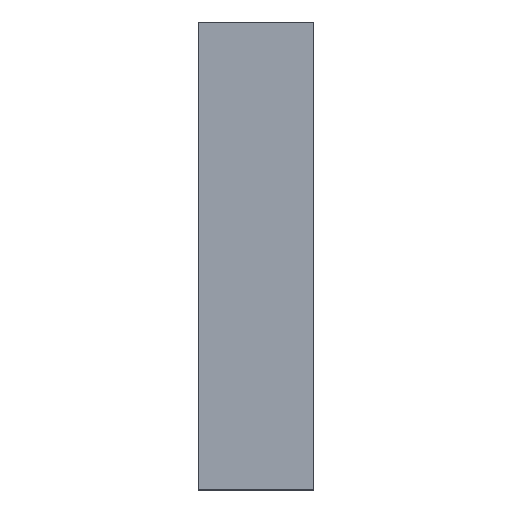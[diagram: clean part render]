
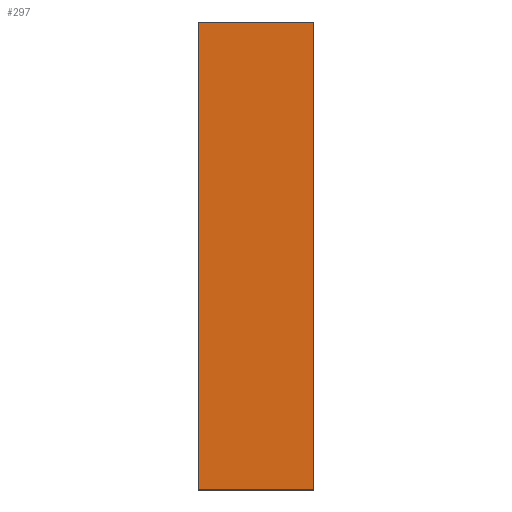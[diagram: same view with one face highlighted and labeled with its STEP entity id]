
A CAD part, top view. The second image highlights one B-rep face of the part: STEP entity #297.
In plain terms, the highlighted planar face has unit normal (0, 0, 1).
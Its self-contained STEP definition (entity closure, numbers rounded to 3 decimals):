
#7 = DIRECTION ( 'NONE',  ( 0., -1., 0. ) ) ;
#19 = VECTOR ( 'NONE', #242, 1000. ) ;
#28 = VERTEX_POINT ( 'NONE', #197 ) ;
#34 = ORIENTED_EDGE ( 'NONE', *, *, #229, .F. ) ;
#39 = DIRECTION ( 'NONE',  ( 0., -1., 0. ) ) ;
#43 = VERTEX_POINT ( 'NONE', #301 ) ;
#72 = CARTESIAN_POINT ( 'NONE',  ( -147.5, 597.5, 0. ) ) ;
#104 = VERTEX_POINT ( 'NONE', #72 ) ;
#116 = ORIENTED_EDGE ( 'NONE', *, *, #122, .F. ) ;
#122 = EDGE_CURVE ( 'NONE', #104, #28, #150, .T. ) ;
#131 = VECTOR ( 'NONE', #322, 1000. ) ;
#134 = CARTESIAN_POINT ( 'NONE',  ( -147.5, -597.5, 0. ) ) ;
#139 = LINE ( 'NONE', #275, #323 ) ;
#148 = ORIENTED_EDGE ( 'NONE', *, *, #319, .F. ) ;
#150 = LINE ( 'NONE', #310, #185 ) ;
#160 = VERTEX_POINT ( 'NONE', #228 ) ;
#162 = ORIENTED_EDGE ( 'NONE', *, *, #258, .F. ) ;
#164 = FACE_OUTER_BOUND ( 'NONE', #182, .T. ) ;
#182 = EDGE_LOOP ( 'NONE', ( #148, #116, #34, #162 ) ) ;
#185 = VECTOR ( 'NONE', #256, 1000. ) ;
#197 = CARTESIAN_POINT ( 'NONE',  ( 147.5, 597.5, 0. ) ) ;
#209 = CARTESIAN_POINT ( 'NONE',  ( -147.5, -597.5, 0. ) ) ;
#212 = AXIS2_PLACEMENT_3D ( 'NONE', #266, #236, #7 ) ;
#220 = PLANE ( 'NONE',  #212 ) ;
#228 = CARTESIAN_POINT ( 'NONE',  ( 147.5, -597.5, 0. ) ) ;
#229 = EDGE_CURVE ( 'NONE', #43, #104, #324, .T. ) ;
#236 = DIRECTION ( 'NONE',  ( 0., 0., -1. ) ) ;
#242 = DIRECTION ( 'NONE',  ( -1., 0., 0. ) ) ;
#256 = DIRECTION ( 'NONE',  ( 1., 0., 0. ) ) ;
#258 = EDGE_CURVE ( 'NONE', #160, #43, #291, .T. ) ;
#266 = CARTESIAN_POINT ( 'NONE',  ( 0., 0., 0. ) ) ;
#275 = CARTESIAN_POINT ( 'NONE',  ( 147.5, -597.5, 0. ) ) ;
#291 = LINE ( 'NONE', #134, #19 ) ;
#297 = ADVANCED_FACE ( 'NONE', ( #164 ), #220, .F. ) ;
#301 = CARTESIAN_POINT ( 'NONE',  ( -147.5, -597.5, 0. ) ) ;
#310 = CARTESIAN_POINT ( 'NONE',  ( -147.5, 597.5, 0. ) ) ;
#319 = EDGE_CURVE ( 'NONE', #28, #160, #139, .T. ) ;
#322 = DIRECTION ( 'NONE',  ( 0., 1., 0. ) ) ;
#323 = VECTOR ( 'NONE', #39, 1000. ) ;
#324 = LINE ( 'NONE', #209, #131 ) ;
